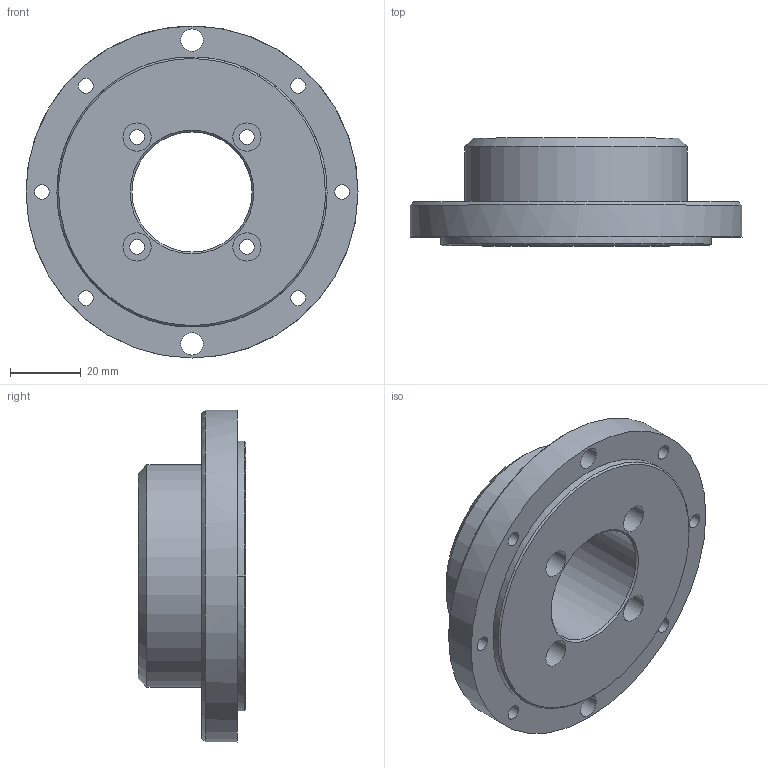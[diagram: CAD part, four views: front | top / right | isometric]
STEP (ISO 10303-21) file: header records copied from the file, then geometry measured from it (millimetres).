
FILE_DESCRIPTION(('FreeCAD Model'),'2;1');
FILE_NAME('Bride6384.step', '2021-02-20T13:44:08',('Author'),(''), 'Open CASCADE STEP processor 7.2','FreeCAD','Unknown');
FILE_SCHEMA(('AUTOMOTIVE_DESIGN { 1 0 10303 214 1 1 1 1 }'));
Length unit declared in the file: millimetre
Products named in the file (1): Bridepercigs
Bounding box: 94 x 30.5 x 94 mm (x, y, z)
Volume: 104190.7 mm3; surface area: 24584.2 mm2
Topology: 1 solids, 1 shells, 35 faces, 81 edges, 52 vertices
Faces by surface type: cylinder 19, plane 8, bspline 4, cone 4
Full cylindrical faces by diameter (mm): 4.2 x10, 6.35 x2, 8 x4, 34 x1, 63 x1, 94 x1
Entity records: 2615 total; most frequent: CARTESIAN_POINT 1002, DIRECTION 275, ORIENTED_EDGE 162, PCURVE 162, DEFINITIONAL_REPRESENTATION 162, LINE 105, VECTOR 105, EDGE_CURVE 81
